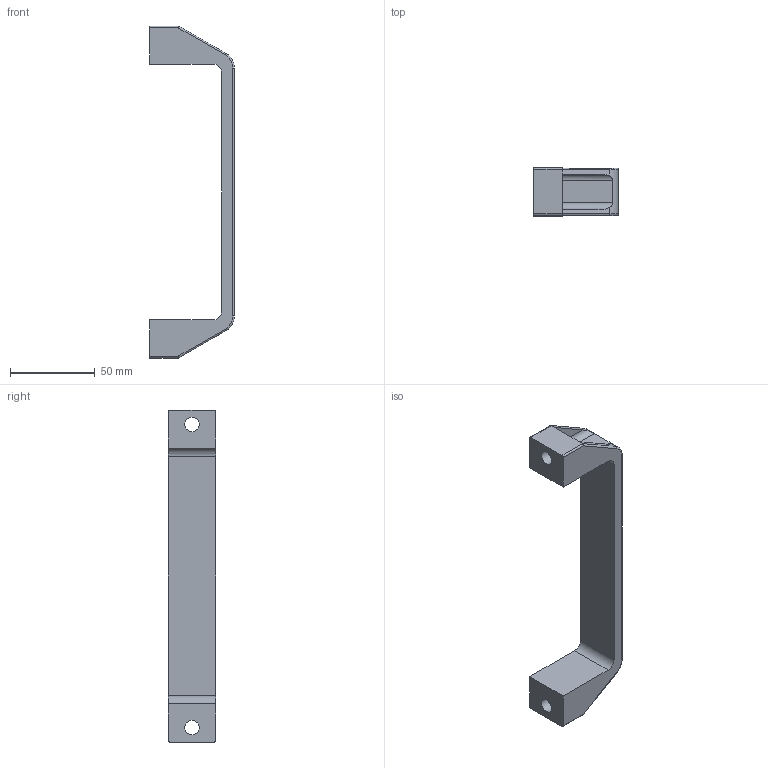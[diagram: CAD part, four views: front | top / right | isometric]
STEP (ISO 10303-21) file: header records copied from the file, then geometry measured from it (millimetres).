
FILE_DESCRIPTION(/* description */ (''),/* implementation_level */ '2;1');
FILE_NAME(/* name */ '50-200-1- FROM FUSION.step',/* time_stamp */ '2020-11-30T11:34:46-05:00',/* author */ (''),/* organization */ (''),/* preprocessor_version */ 'ST-DEVELOPER v18.1',/* originating_system */ 'Autodesk Translation Framework v9.3.0.1241',/* authorisation */ '');
FILE_SCHEMA (('AUTOMOTIVE_DESIGN { 1 0 10303 214 3 1 1 }'));
Length unit declared in the file: millimetre
Products named in the file (1): 50-200-1
Bounding box: 50 x 28 x 196 mm (x, y, z)
Volume: 63246 mm3; surface area: 22786.1 mm2
Topology: 1 solids, 1 shells, 50 faces, 122 edges, 76 vertices
Faces by surface type: plane 24, cylinder 22, torus 4
Full cylindrical faces by diameter (mm): 8.5 x2, 13.5 x2
Entity records: 1530 total; most frequent: CARTESIAN_POINT 277, DIRECTION 264, ORIENTED_EDGE 244, EDGE_CURVE 122, AXIS2_PLACEMENT_3D 95, VERTEX_POINT 76, LINE 74, VECTOR 74
